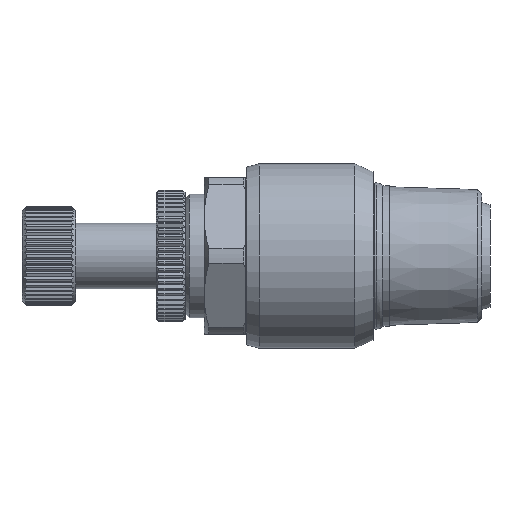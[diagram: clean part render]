
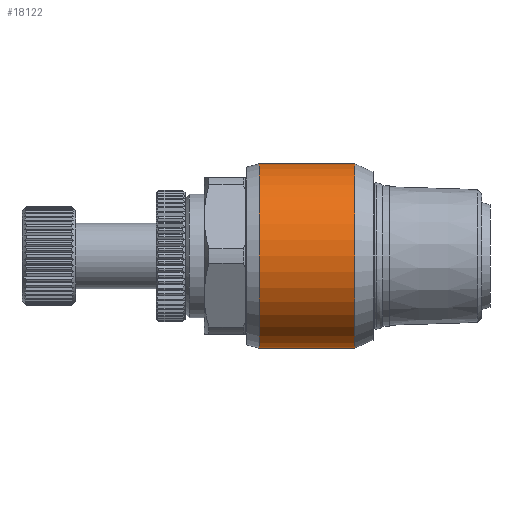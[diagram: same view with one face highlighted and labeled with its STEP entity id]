
A CAD part, left-side view. The second image highlights one B-rep face of the part: STEP entity #18122.
In plain terms, the highlighted cylindrical face has radius 11.2 mm (diameter 22.4 mm), a partial arc.
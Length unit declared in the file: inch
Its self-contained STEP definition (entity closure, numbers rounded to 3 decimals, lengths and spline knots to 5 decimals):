
#230 = DIRECTION ( 'NONE',  ( 0., 1., 0. ) ) ;
#250 = DIRECTION ( 'NONE',  ( 0., 1., 0. ) ) ;
#312 = CIRCLE ( 'NONE', #23068, 0.44094 ) ;
#320 = DIRECTION ( 'NONE',  ( 0., 0., 1. ) ) ;
#514 = VERTEX_POINT ( 'NONE', #25489 ) ;
#2047 = CARTESIAN_POINT ( 'NONE',  ( 0., 1.02756, 0. ) ) ;
#3464 = VERTEX_POINT ( 'NONE', #23788 ) ;
#4224 = DIRECTION ( 'NONE',  ( 0., 0., 1. ) ) ;
#4648 = CARTESIAN_POINT ( 'NONE',  ( 0., 0.57087, 0. ) ) ;
#5445 = AXIS2_PLACEMENT_3D ( 'NONE', #2047, #16836, #4224 ) ;
#6040 = LINE ( 'NONE', #22601, #11665 ) ;
#6087 = ORIENTED_EDGE ( 'NONE', *, *, #8826, .F. ) ;
#6764 = DIRECTION ( 'NONE',  ( 0., 0., 1. ) ) ;
#8826 = EDGE_CURVE ( 'NONE', #9738, #18051, #6040, .T. ) ;
#8958 = EDGE_CURVE ( 'NONE', #3464, #18051, #11326, .T. ) ;
#9220 = CYLINDRICAL_SURFACE ( 'NONE', #20421, 0.44094 ) ;
#9481 = VECTOR ( 'NONE', #250, 39.37008 ) ;
#9738 = VERTEX_POINT ( 'NONE', #11021 ) ;
#10244 = ORIENTED_EDGE ( 'NONE', *, *, #8958, .T. ) ;
#11021 = CARTESIAN_POINT ( 'NONE',  ( 0., 0.57087, -0.44094 ) ) ;
#11326 = CIRCLE ( 'NONE', #5445, 0.44094 ) ;
#11665 = VECTOR ( 'NONE', #12083, 39.37008 ) ;
#12083 = DIRECTION ( 'NONE',  ( 0., 1., 0. ) ) ;
#12450 = ORIENTED_EDGE ( 'NONE', *, *, #21625, .T. ) ;
#12990 = CARTESIAN_POINT ( 'NONE',  ( 0., 0.79921, 0.44094 ) ) ;
#13196 = FACE_OUTER_BOUND ( 'NONE', #22410, .T. ) ;
#15073 = CARTESIAN_POINT ( 'NONE',  ( 0., 0.79921, 0. ) ) ;
#16836 = DIRECTION ( 'NONE',  ( 0., -1., 0. ) ) ;
#18051 = VERTEX_POINT ( 'NONE', #25335 ) ;
#18122 = ADVANCED_FACE ( 'NONE', ( #13196 ), #9220, .T. ) ;
#18781 = EDGE_CURVE ( 'NONE', #514, #3464, #20622, .T. ) ;
#19333 = DIRECTION ( 'NONE',  ( 0., 1., 0. ) ) ;
#20421 = AXIS2_PLACEMENT_3D ( 'NONE', #15073, #230, #320 ) ;
#20539 = ORIENTED_EDGE ( 'NONE', *, *, #18781, .T. ) ;
#20622 = LINE ( 'NONE', #12990, #9481 ) ;
#21625 = EDGE_CURVE ( 'NONE', #9738, #514, #312, .T. ) ;
#22410 = EDGE_LOOP ( 'NONE', ( #6087, #12450, #20539, #10244 ) ) ;
#22601 = CARTESIAN_POINT ( 'NONE',  ( 0., 0.79921, -0.44094 ) ) ;
#23068 = AXIS2_PLACEMENT_3D ( 'NONE', #4648, #19333, #6764 ) ;
#23788 = CARTESIAN_POINT ( 'NONE',  ( 0., 1.02756, 0.44094 ) ) ;
#25335 = CARTESIAN_POINT ( 'NONE',  ( 0., 1.02756, -0.44094 ) ) ;
#25489 = CARTESIAN_POINT ( 'NONE',  ( 0., 0.57087, 0.44094 ) ) ;
